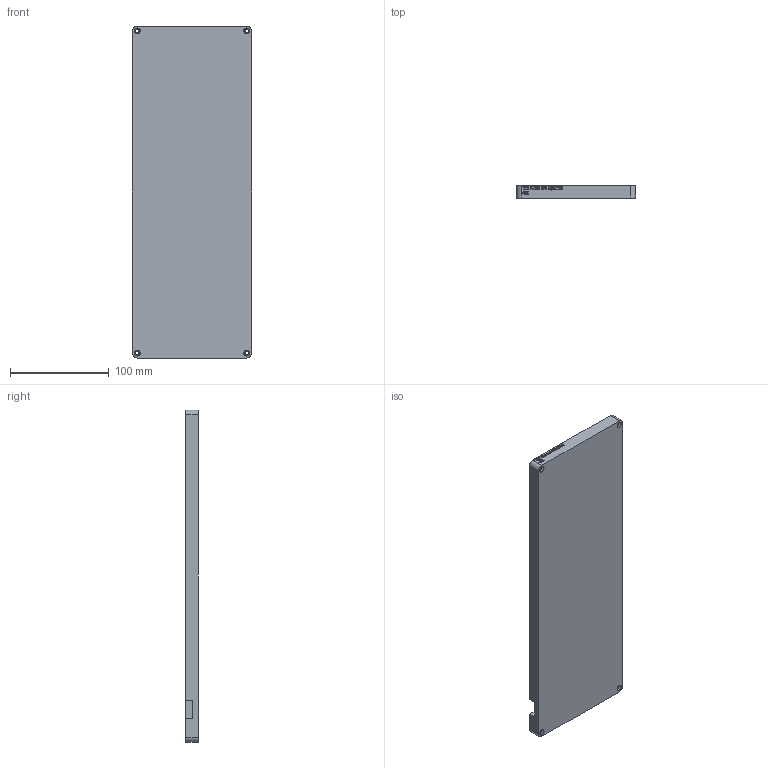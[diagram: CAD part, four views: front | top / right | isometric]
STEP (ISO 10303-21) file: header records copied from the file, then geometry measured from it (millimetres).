
FILE_DESCRIPTION(/* description */ (''),/* implementation_level */ '2;1');
FILE_NAME(/* name */ 'Bottom_Plate_MKey.stp',/* time_stamp */ '2025-06-25T15:17:54-05:00',/* author */ ('SaiAn'),/* organization */ (''),/* preprocessor_version */ 'ST-DEVELOPER v20.1',/* originating_system */ 'Autodesk Inventor 2026',/* authorisation */ '');
FILE_SCHEMA (('AUTOMOTIVE_DESIGN { 1 0 10303 214 3 1 1 }'));
Length unit declared in the file: millimetre
Products named in the file (1): Bottom_Plate_MKey
Bounding box: 120.47 x 13 x 335.78 mm (x, y, z)
Volume: 206140.4 mm3; surface area: 101893.9 mm2
Topology: 1 solids, 1 shells, 379 faces, 1020 edges, 680 vertices
Faces by surface type: plane 194, bspline 173, cylinder 12
Full cylindrical faces by diameter (mm): 3.4 x4, 6 x4
Entity records: 12735 total; most frequent: CARTESIAN_POINT 4329, ORIENTED_EDGE 2040, DIRECTION 1112, EDGE_CURVE 1020, VERTEX_POINT 680, LINE 650, VECTOR 650, EDGE_LOOP 424
